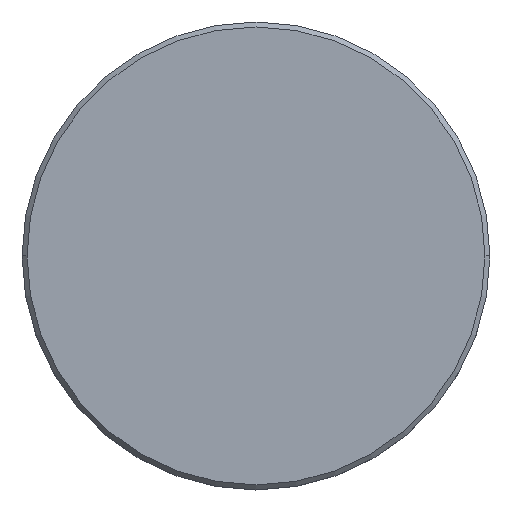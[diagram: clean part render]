
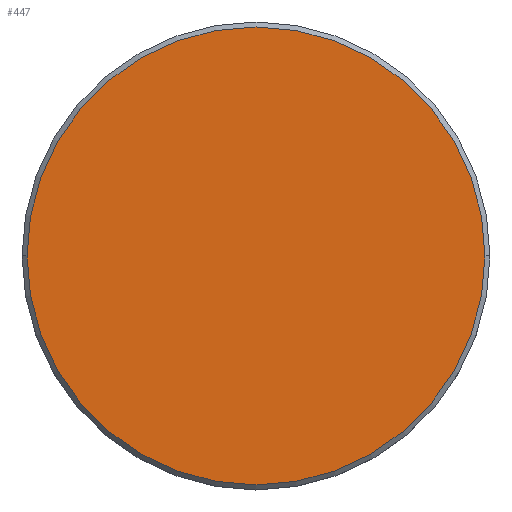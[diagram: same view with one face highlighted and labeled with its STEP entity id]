
A CAD part, top view. The second image highlights one B-rep face of the part: STEP entity #447.
In plain terms, the highlighted planar face has unit normal (0, 0, 1).
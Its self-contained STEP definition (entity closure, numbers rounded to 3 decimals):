
#86 = CARTESIAN_POINT ( 'NONE',  ( -23., 0., 0. ) ) ;
#93 = FACE_OUTER_BOUND ( 'NONE', #121, .T. ) ;
#121 = EDGE_LOOP ( 'NONE', ( #1175, #244 ) ) ;
#161 = DIRECTION ( 'NONE',  ( 0., 0., 1. ) ) ;
#197 = AXIS2_PLACEMENT_3D ( 'NONE', #339, #161, #1068 ) ;
#244 = ORIENTED_EDGE ( 'NONE', *, *, #1056, .T. ) ;
#339 = CARTESIAN_POINT ( 'NONE',  ( 0., 0., 0. ) ) ;
#355 = VERTEX_POINT ( 'NONE', #86 ) ;
#400 = VERTEX_POINT ( 'NONE', #1075 ) ;
#447 = ADVANCED_FACE ( 'NONE', ( #93 ), #550, .T. ) ;
#457 = DIRECTION ( 'NONE',  ( 1., 0., 0. ) ) ;
#471 = EDGE_CURVE ( 'NONE', #355, #400, #564, .T. ) ;
#483 = CIRCLE ( 'NONE', #850, 23. ) ;
#550 = PLANE ( 'NONE',  #1022 ) ;
#555 = DIRECTION ( 'NONE',  ( 0., 0., 1. ) ) ;
#564 = CIRCLE ( 'NONE', #197, 23. ) ;
#702 = DIRECTION ( 'NONE',  ( 1., 0., 0. ) ) ;
#718 = CARTESIAN_POINT ( 'NONE',  ( 0., 0., 0. ) ) ;
#800 = DIRECTION ( 'NONE',  ( 0., 0., 1. ) ) ;
#827 = CARTESIAN_POINT ( 'NONE',  ( 0., 0., 0. ) ) ;
#850 = AXIS2_PLACEMENT_3D ( 'NONE', #827, #555, #457 ) ;
#1022 = AXIS2_PLACEMENT_3D ( 'NONE', #718, #800, #702 ) ;
#1056 = EDGE_CURVE ( 'NONE', #400, #355, #483, .T. ) ;
#1068 = DIRECTION ( 'NONE',  ( 1., 0., 0. ) ) ;
#1075 = CARTESIAN_POINT ( 'NONE',  ( 23., 0., 0. ) ) ;
#1175 = ORIENTED_EDGE ( 'NONE', *, *, #471, .T. ) ;
